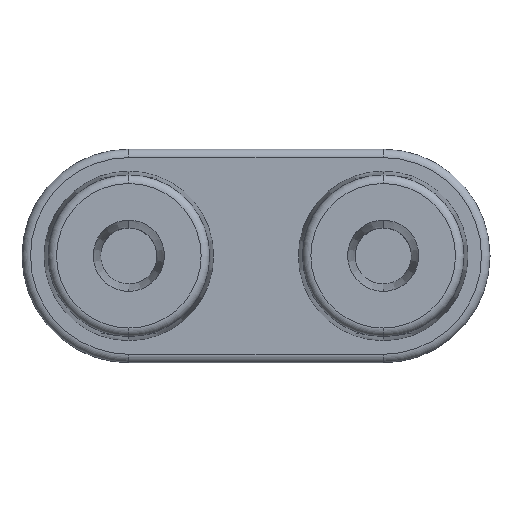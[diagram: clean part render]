
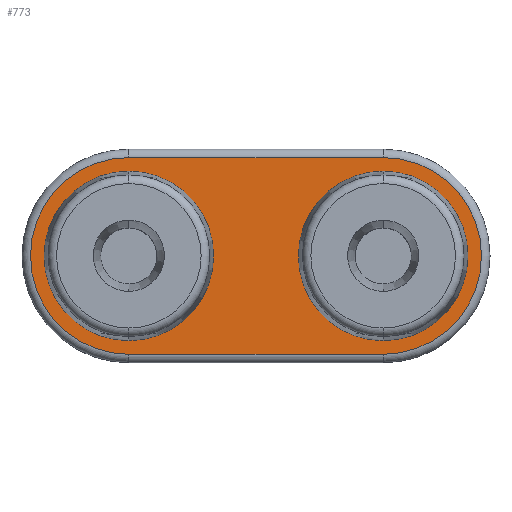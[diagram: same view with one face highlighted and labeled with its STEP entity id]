
A CAD part, top view. The second image highlights one B-rep face of the part: STEP entity #773.
In plain terms, the highlighted planar face has unit normal (0, 0, 1).
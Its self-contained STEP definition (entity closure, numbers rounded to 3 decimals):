
#595 = VERTEX_POINT('',#596);
#596 = CARTESIAN_POINT('',(-9.525,6.35,6.35));
#602 = EDGE_CURVE('',#595,#603,#605,.T.);
#603 = VERTEX_POINT('',#604);
#604 = CARTESIAN_POINT('',(-9.525,-6.35,6.35));
#605 = CIRCLE('',#606,6.35);
#606 = AXIS2_PLACEMENT_3D('',#607,#608,#609);
#607 = CARTESIAN_POINT('',(-9.525,0.,6.35));
#608 = DIRECTION('',(0.,0.,1.));
#609 = DIRECTION('',(0.,-1.,0.));
#633 = VERTEX_POINT('',#634);
#634 = CARTESIAN_POINT('',(9.525,-6.35,6.35));
#640 = EDGE_CURVE('',#633,#641,#643,.T.);
#641 = VERTEX_POINT('',#642);
#642 = CARTESIAN_POINT('',(9.525,6.35,6.35));
#643 = CIRCLE('',#644,6.35);
#644 = AXIS2_PLACEMENT_3D('',#645,#646,#647);
#645 = CARTESIAN_POINT('',(9.525,0.,6.35));
#646 = DIRECTION('',(0.,0.,1.));
#647 = DIRECTION('',(0.,1.,0.));
#773 = ADVANCED_FACE('',(#774,#810,#820),#830,.T.);
#774 = FACE_BOUND('',#775,.T.);
#775 = EDGE_LOOP('',(#776,#786,#795,#803));
#776 = ORIENTED_EDGE('',*,*,#777,.T.);
#777 = EDGE_CURVE('',#778,#780,#782,.T.);
#778 = VERTEX_POINT('',#779);
#779 = CARTESIAN_POINT('',(-9.525,-7.366,6.35));
#780 = VERTEX_POINT('',#781);
#781 = CARTESIAN_POINT('',(9.525,-7.366,6.35));
#782 = LINE('',#783,#784);
#783 = CARTESIAN_POINT('',(9.525,-7.366,6.35));
#784 = VECTOR('',#785,1.);
#785 = DIRECTION('',(1.,0.,0.));
#786 = ORIENTED_EDGE('',*,*,#787,.T.);
#787 = EDGE_CURVE('',#780,#788,#790,.T.);
#788 = VERTEX_POINT('',#789);
#789 = CARTESIAN_POINT('',(9.525,7.366,6.35));
#790 = CIRCLE('',#791,7.366);
#791 = AXIS2_PLACEMENT_3D('',#792,#793,#794);
#792 = CARTESIAN_POINT('',(9.525,0.,6.35));
#793 = DIRECTION('',(0.,0.,1.));
#794 = DIRECTION('',(0.,1.,0.));
#795 = ORIENTED_EDGE('',*,*,#796,.T.);
#796 = EDGE_CURVE('',#788,#797,#799,.T.);
#797 = VERTEX_POINT('',#798);
#798 = CARTESIAN_POINT('',(-9.525,7.366,6.35));
#799 = LINE('',#800,#801);
#800 = CARTESIAN_POINT('',(-9.525,7.366,6.35));
#801 = VECTOR('',#802,1.);
#802 = DIRECTION('',(-1.,0.,0.));
#803 = ORIENTED_EDGE('',*,*,#804,.T.);
#804 = EDGE_CURVE('',#797,#778,#805,.T.);
#805 = CIRCLE('',#806,7.366);
#806 = AXIS2_PLACEMENT_3D('',#807,#808,#809);
#807 = CARTESIAN_POINT('',(-9.525,0.,6.35));
#808 = DIRECTION('',(0.,0.,1.));
#809 = DIRECTION('',(0.,1.,0.));
#810 = FACE_BOUND('',#811,.T.);
#811 = EDGE_LOOP('',(#812,#819));
#812 = ORIENTED_EDGE('',*,*,#813,.F.);
#813 = EDGE_CURVE('',#641,#633,#814,.T.);
#814 = CIRCLE('',#815,6.35);
#815 = AXIS2_PLACEMENT_3D('',#816,#817,#818);
#816 = CARTESIAN_POINT('',(9.525,0.,6.35));
#817 = DIRECTION('',(0.,0.,1.));
#818 = DIRECTION('',(0.,1.,0.));
#819 = ORIENTED_EDGE('',*,*,#640,.F.);
#820 = FACE_BOUND('',#821,.T.);
#821 = EDGE_LOOP('',(#822,#829));
#822 = ORIENTED_EDGE('',*,*,#823,.F.);
#823 = EDGE_CURVE('',#603,#595,#824,.T.);
#824 = CIRCLE('',#825,6.35);
#825 = AXIS2_PLACEMENT_3D('',#826,#827,#828);
#826 = CARTESIAN_POINT('',(-9.525,0.,6.35));
#827 = DIRECTION('',(0.,0.,1.));
#828 = DIRECTION('',(0.,-1.,0.));
#829 = ORIENTED_EDGE('',*,*,#602,.F.);
#830 = PLANE('',#831);
#831 = AXIS2_PLACEMENT_3D('',#832,#833,#834);
#832 = CARTESIAN_POINT('',(9.525,0.,6.35));
#833 = DIRECTION('',(0.,0.,1.));
#834 = DIRECTION('',(0.,1.,0.));
